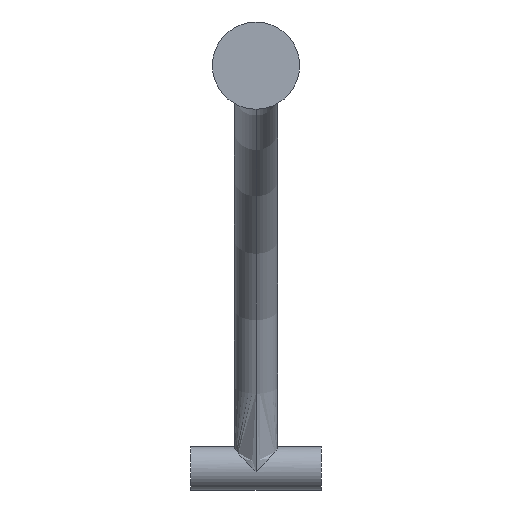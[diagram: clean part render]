
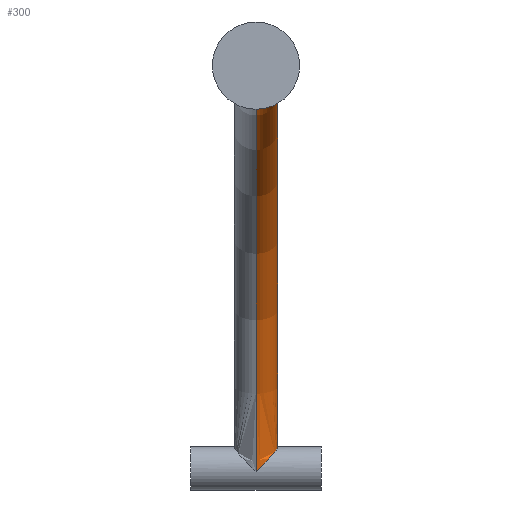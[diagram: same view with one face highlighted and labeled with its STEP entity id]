
A CAD part, front view. The second image highlights one B-rep face of the part: STEP entity #300.
In plain terms, the highlighted toroidal (fillet/blend) face has major radius 33.5 mm and minor radius 1.5 mm.
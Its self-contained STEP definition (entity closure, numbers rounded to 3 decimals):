
#2 = CIRCLE ( 'NONE', #281, 35. ) ;
#9 = VERTEX_POINT ( 'NONE', #379 ) ;
#11 = CARTESIAN_POINT ( 'NONE',  ( 1.346, 183.407, -26.229 ) ) ;
#24 = DIRECTION ( 'NONE',  ( 1., 0., 0. ) ) ;
#34 = VERTEX_POINT ( 'NONE', #250 ) ;
#35 = EDGE_CURVE ( 'NONE', #421, #83, #364, .T. ) ;
#38 = CARTESIAN_POINT ( 'NONE',  ( 0., 181.514, -27.943 ) ) ;
#64 = EDGE_CURVE ( 'NONE', #83, #87, #367, .T. ) ;
#65 = ORIENTED_EDGE ( 'NONE', *, *, #64, .T. ) ;
#68 = CARTESIAN_POINT ( 'NONE',  ( 0.461, 181.501, -27.487 ) ) ;
#74 = CARTESIAN_POINT ( 'NONE',  ( 1.489, 182.479, -26.267 ) ) ;
#83 = VERTEX_POINT ( 'NONE', #349 ) ;
#87 = VERTEX_POINT ( 'NONE', #389 ) ;
#95 = DIRECTION ( 'NONE',  ( 0., 0., -1. ) ) ;
#113 = CARTESIAN_POINT ( 'NONE',  ( 1.471, 182.991, -26.183 ) ) ;
#129 = CARTESIAN_POINT ( 'NONE',  ( 0., 150., -33.5 ) ) ;
#131 = DIRECTION ( 'NONE',  ( 0., 0., 1. ) ) ;
#142 = CARTESIAN_POINT ( 'NONE',  ( 1.463, 182.357, -26.318 ) ) ;
#146 = CARTESIAN_POINT ( 'NONE',  ( 0.98, 181.687, -26.935 ) ) ;
#148 = CARTESIAN_POINT ( 'NONE',  ( 0.729, 181.565, -27.208 ) ) ;
#159 = CARTESIAN_POINT ( 'NONE',  ( 0., 150., -33.5 ) ) ;
#160 = ORIENTED_EDGE ( 'NONE', *, *, #343, .F. ) ;
#170 = DIRECTION ( 'NONE',  ( 0., 1., 0. ) ) ;
#178 = CARTESIAN_POINT ( 'NONE',  ( 1.329, 182.043, -26.515 ) ) ;
#179 = CARTESIAN_POINT ( 'NONE',  ( 0.899, 181.639, -27.025 ) ) ;
#182 = CARTESIAN_POINT ( 'NONE',  ( 0.151, 184.436, -27.271 ) ) ;
#186 = CARTESIAN_POINT ( 'NONE',  ( 0., 184.468, -27.422 ) ) ;
#189 = CARTESIAN_POINT ( 'NONE',  ( 1.43, 183.203, -26.183 ) ) ;
#203 = CARTESIAN_POINT ( 'NONE',  ( 0., 150., -33.5 ) ) ;
#205 = TOROIDAL_SURFACE ( 'NONE', #355, 33.5, 1.5 ) ;
#217 = CARTESIAN_POINT ( 'NONE',  ( 0.093, 181.498, -27.854 ) ) ;
#226 = DIRECTION ( 'NONE',  ( 0., 0., -1. ) ) ;
#236 = AXIS2_PLACEMENT_3D ( 'NONE', #129, #265, #95 ) ;
#243 = CARTESIAN_POINT ( 'NONE',  ( 0.37, 181.492, -27.579 ) ) ;
#250 = CARTESIAN_POINT ( 'NONE',  ( 0., 150., -1.5 ) ) ;
#253 = CARTESIAN_POINT ( 'NONE',  ( 1.01, 183.903, -26.48 ) ) ;
#255 = CARTESIAN_POINT ( 'NONE',  ( 1.471, 182.991, -26.183 ) ) ;
#265 = DIRECTION ( 'NONE',  ( 1., 0., 0. ) ) ;
#268 = DIRECTION ( 'NONE',  ( 0., 0., -1. ) ) ;
#273 = CIRCLE ( 'NONE', #451, 1.5 ) ;
#281 = AXIS2_PLACEMENT_3D ( 'NONE', #203, #24, #268 ) ;
#282 = CARTESIAN_POINT ( 'NONE',  ( 0.187, 181.49, -27.762 ) ) ;
#293 = CIRCLE ( 'NONE', #236, 32. ) ;
#300 = ADVANCED_FACE ( 'NONE', ( #307 ), #205, .T. ) ;
#307 = FACE_OUTER_BOUND ( 'NONE', #351, .T. ) ;
#308 = ORIENTED_EDGE ( 'NONE', *, *, #331, .T. ) ;
#312 = CARTESIAN_POINT ( 'NONE',  ( 1.383, 182.14, -26.441 ) ) ;
#317 = CARTESIAN_POINT ( 'NONE',  ( 0.075, 184.455, -27.347 ) ) ;
#318 = CARTESIAN_POINT ( 'NONE',  ( 0.74, 184.147, -26.712 ) ) ;
#331 = EDGE_CURVE ( 'NONE', #9, #34, #273, .T. ) ;
#337 = CARTESIAN_POINT ( 'NONE',  ( 0., 150., 0. ) ) ;
#343 = EDGE_CURVE ( 'NONE', #421, #34, #293, .T. ) ;
#345 = CARTESIAN_POINT ( 'NONE',  ( 1.205, 181.876, -26.673 ) ) ;
#348 = CARTESIAN_POINT ( 'NONE',  ( 0.64, 181.537, -27.302 ) ) ;
#349 = CARTESIAN_POINT ( 'NONE',  ( 1.471, 182.991, -26.183 ) ) ;
#351 = EDGE_LOOP ( 'NONE', ( #65, #418, #308, #160, #455 ) ) ;
#352 = CARTESIAN_POINT ( 'NONE',  ( 0.302, 184.385, -27.124 ) ) ;
#354 = CARTESIAN_POINT ( 'NONE',  ( 1.496, 182.863, -26.183 ) ) ;
#355 = AXIS2_PLACEMENT_3D ( 'NONE', #159, #401, #226 ) ;
#364 = B_SPLINE_CURVE_WITH_KNOTS ( 'NONE', 3,
 ( #38, #217, #282, #243, #68, #348, #148, #179, #146, #384, #345, #178, #312, #142, #74, #393, #354, #113 ),
 .UNSPECIFIED., .F., .F.,
 ( 4, 2, 2, 2, 2, 2, 2, 2, 4 ),
 ( 0., 0., 0.001, 0.001, 0.002, 0.002, 0.002, 0.003, 0.003 ),
 .UNSPECIFIED. ) ;
#366 = EDGE_CURVE ( 'NONE', #87, #9, #2, .T. ) ;
#367 = B_SPLINE_CURVE_WITH_KNOTS ( 'NONE', 3,
 ( #255, #189, #11, #433, #253, #318, #432, #396, #352, #182, #317, #186 ),
 .UNSPECIFIED., .F., .F.,
 ( 4, 2, 2, 2, 2, 4 ),
 ( 0.003, 0.004, 0.004, 0.005, 0.005, 0.006 ),
 .UNSPECIFIED. ) ;
#377 = CARTESIAN_POINT ( 'NONE',  ( 0., 181.514, -27.943 ) ) ;
#379 = CARTESIAN_POINT ( 'NONE',  ( 0., 150., 1.5 ) ) ;
#384 = CARTESIAN_POINT ( 'NONE',  ( 1.133, 181.805, -26.758 ) ) ;
#389 = CARTESIAN_POINT ( 'NONE',  ( 0., 184.468, -27.422 ) ) ;
#393 = CARTESIAN_POINT ( 'NONE',  ( 1.505, 182.73, -26.2 ) ) ;
#396 = CARTESIAN_POINT ( 'NONE',  ( 0.376, 184.354, -27.052 ) ) ;
#401 = DIRECTION ( 'NONE',  ( 1., 0., 0. ) ) ;
#418 = ORIENTED_EDGE ( 'NONE', *, *, #366, .T. ) ;
#421 = VERTEX_POINT ( 'NONE', #377 ) ;
#432 = CARTESIAN_POINT ( 'NONE',  ( 0.598, 184.243, -26.842 ) ) ;
#433 = CARTESIAN_POINT ( 'NONE',  ( 1.135, 183.755, -26.378 ) ) ;
#451 = AXIS2_PLACEMENT_3D ( 'NONE', #337, #170, #131 ) ;
#455 = ORIENTED_EDGE ( 'NONE', *, *, #35, .T. ) ;
